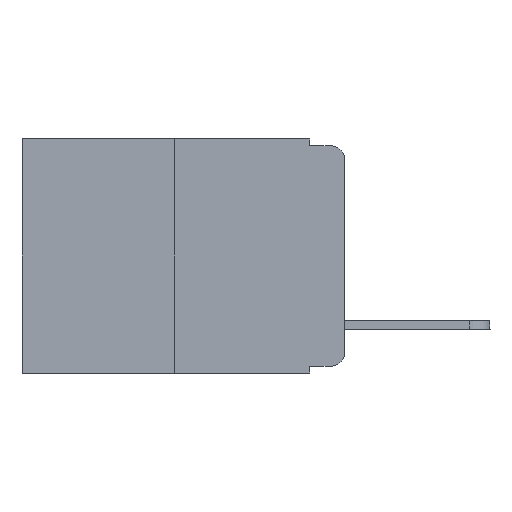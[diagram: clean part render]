
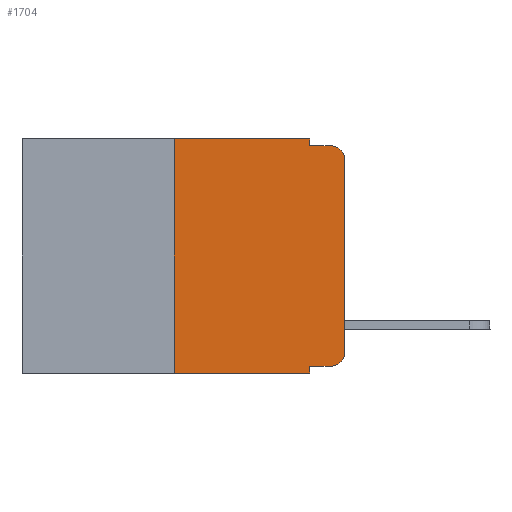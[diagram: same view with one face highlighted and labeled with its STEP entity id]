
A CAD part, left-side view. The second image highlights one B-rep face of the part: STEP entity #1704.
In plain terms, the highlighted planar face has unit normal (-1, 0, 0).
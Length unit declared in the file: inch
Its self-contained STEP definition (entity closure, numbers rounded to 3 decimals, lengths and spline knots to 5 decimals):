
#38 = VERTEX_POINT ( 'NONE', #5207 ) ;
#275 = VECTOR ( 'NONE', #1519, 39.37008 ) ;
#567 = VERTEX_POINT ( 'NONE', #1353 ) ;
#596 = CARTESIAN_POINT ( 'NONE',  ( 0., 0.473, 0. ) ) ;
#1007 = CARTESIAN_POINT ( 'NONE',  ( 0., 0.051, 0. ) ) ;
#1067 = CARTESIAN_POINT ( 'NONE',  ( 0., 0.473, 0. ) ) ;
#1084 = EDGE_CURVE ( 'NONE', #38, #7046, #4878, .T. ) ;
#1092 = CARTESIAN_POINT ( 'NONE',  ( 0., 0.473, -0.343 ) ) ;
#1130 = DIRECTION ( 'NONE',  ( 0., 0., -1. ) ) ;
#1181 = CARTESIAN_POINT ( 'NONE',  ( 0., 0.25, 0. ) ) ;
#1291 = DIRECTION ( 'NONE',  ( -1., 0., 0. ) ) ;
#1294 = EDGE_LOOP ( 'NONE', ( #10606, #3324, #11445, #8565, #9696, #6464, #3371, #1716, #10728, #12782 ) ) ;
#1353 = CARTESIAN_POINT ( 'NONE',  ( 0., 0.25, -0.343 ) ) ;
#1487 = EDGE_CURVE ( 'NONE', #38, #7458, #13273, .T. ) ;
#1519 = DIRECTION ( 'NONE',  ( 0., -1., 0. ) ) ;
#1704 = ADVANCED_FACE ( 'NONE', ( #13053 ), #7817, .F. ) ;
#1716 = ORIENTED_EDGE ( 'NONE', *, *, #1084, .F. ) ;
#1759 = DIRECTION ( 'NONE',  ( 1., 0., 0. ) ) ;
#1859 = VERTEX_POINT ( 'NONE', #3968 ) ;
#2225 = EDGE_CURVE ( 'NONE', #1859, #2475, #10300, .T. ) ;
#2475 = VERTEX_POINT ( 'NONE', #12714 ) ;
#2640 = DIRECTION ( 'NONE',  ( 0., 0., -1. ) ) ;
#3324 = ORIENTED_EDGE ( 'NONE', *, *, #6040, .T. ) ;
#3371 = ORIENTED_EDGE ( 'NONE', *, *, #6003, .T. ) ;
#3372 = AXIS2_PLACEMENT_3D ( 'NONE', #596, #1759, #4715 ) ;
#3452 = CIRCLE ( 'NONE', #9705, 0.02 ) ;
#3599 = VECTOR ( 'NONE', #9124, 39.37008 ) ;
#3616 = DIRECTION ( 'NONE',  ( 0., 0., 1. ) ) ;
#3666 = VECTOR ( 'NONE', #1130, 39.37008 ) ;
#3968 = CARTESIAN_POINT ( 'NONE',  ( 0., 0.051, 0. ) ) ;
#4592 = DIRECTION ( 'NONE',  ( 0., 0., 1. ) ) ;
#4715 = DIRECTION ( 'NONE',  ( 0., 0., -1. ) ) ;
#4741 = DIRECTION ( 'NONE',  ( 0., 0., -1. ) ) ;
#4878 = LINE ( 'NONE', #12154, #5710 ) ;
#5102 = LINE ( 'NONE', #1067, #10513 ) ;
#5162 = DIRECTION ( 'NONE',  ( 0., -1., 0. ) ) ;
#5177 = CARTESIAN_POINT ( 'NONE',  ( 0., 0.051, -0.333 ) ) ;
#5207 = CARTESIAN_POINT ( 'NONE',  ( 0., 0.051, -0.333 ) ) ;
#5323 = AXIS2_PLACEMENT_3D ( 'NONE', #8355, #1291, #12472 ) ;
#5446 = CARTESIAN_POINT ( 'NONE',  ( 0., 0., 0. ) ) ;
#5514 = EDGE_CURVE ( 'NONE', #2475, #12230, #11765, .T. ) ;
#5710 = VECTOR ( 'NONE', #4741, 39.37008 ) ;
#5805 = CARTESIAN_POINT ( 'NONE',  ( 0., 0.25, 0. ) ) ;
#5891 = CARTESIAN_POINT ( 'NONE',  ( 0., 0., -0.313 ) ) ;
#6003 = EDGE_CURVE ( 'NONE', #567, #7046, #12673, .T. ) ;
#6040 = EDGE_CURVE ( 'NONE', #12702, #12230, #10722, .T. ) ;
#6184 = CARTESIAN_POINT ( 'NONE',  ( 0., 0.051, -0.01 ) ) ;
#6464 = ORIENTED_EDGE ( 'NONE', *, *, #7158, .F. ) ;
#6548 = VECTOR ( 'NONE', #3616, 39.37008 ) ;
#7046 = VERTEX_POINT ( 'NONE', #10605 ) ;
#7158 = EDGE_CURVE ( 'NONE', #567, #12964, #10412, .T. ) ;
#7458 = VERTEX_POINT ( 'NONE', #9774 ) ;
#7689 = DIRECTION ( 'NONE',  ( -1., 0., 0. ) ) ;
#7817 = PLANE ( 'NONE',  #3372 ) ;
#8243 = CARTESIAN_POINT ( 'NONE',  ( 0., 0., -0.03 ) ) ;
#8355 = CARTESIAN_POINT ( 'NONE',  ( 0., 0.02, -0.03 ) ) ;
#8565 = ORIENTED_EDGE ( 'NONE', *, *, #2225, .F. ) ;
#9124 = DIRECTION ( 'NONE',  ( 0., -1., 0. ) ) ;
#9696 = ORIENTED_EDGE ( 'NONE', *, *, #12294, .F. ) ;
#9705 = AXIS2_PLACEMENT_3D ( 'NONE', #9865, #7689, #2640 ) ;
#9735 = LINE ( 'NONE', #5446, #10124 ) ;
#9774 = CARTESIAN_POINT ( 'NONE',  ( 0., 0.02, -0.333 ) ) ;
#9865 = CARTESIAN_POINT ( 'NONE',  ( 0., 0.02, -0.313 ) ) ;
#10124 = VECTOR ( 'NONE', #4592, 39.37008 ) ;
#10300 = LINE ( 'NONE', #1007, #3666 ) ;
#10412 = LINE ( 'NONE', #1181, #6548 ) ;
#10513 = VECTOR ( 'NONE', #5162, 39.37008 ) ;
#10605 = CARTESIAN_POINT ( 'NONE',  ( 0., 0.051, -0.343 ) ) ;
#10606 = ORIENTED_EDGE ( 'NONE', *, *, #13276, .T. ) ;
#10722 = CIRCLE ( 'NONE', #5323, 0.02 ) ;
#10728 = ORIENTED_EDGE ( 'NONE', *, *, #1487, .T. ) ;
#11390 = DIRECTION ( 'NONE',  ( 0., -1., 0. ) ) ;
#11445 = ORIENTED_EDGE ( 'NONE', *, *, #5514, .F. ) ;
#11604 = VECTOR ( 'NONE', #11390, 39.37008 ) ;
#11765 = LINE ( 'NONE', #6184, #275 ) ;
#12154 = CARTESIAN_POINT ( 'NONE',  ( 0., 0.051, 0. ) ) ;
#12230 = VERTEX_POINT ( 'NONE', #12379 ) ;
#12294 = EDGE_CURVE ( 'NONE', #12964, #1859, #5102, .T. ) ;
#12379 = CARTESIAN_POINT ( 'NONE',  ( 0., 0.02, -0.01 ) ) ;
#12472 = DIRECTION ( 'NONE',  ( 0., 0., -1. ) ) ;
#12481 = VERTEX_POINT ( 'NONE', #5891 ) ;
#12673 = LINE ( 'NONE', #1092, #11604 ) ;
#12702 = VERTEX_POINT ( 'NONE', #8243 ) ;
#12714 = CARTESIAN_POINT ( 'NONE',  ( 0., 0.051, -0.01 ) ) ;
#12782 = ORIENTED_EDGE ( 'NONE', *, *, #13311, .T. ) ;
#12964 = VERTEX_POINT ( 'NONE', #5805 ) ;
#13053 = FACE_OUTER_BOUND ( 'NONE', #1294, .T. ) ;
#13273 = LINE ( 'NONE', #5177, #3599 ) ;
#13276 = EDGE_CURVE ( 'NONE', #12481, #12702, #9735, .T. ) ;
#13311 = EDGE_CURVE ( 'NONE', #7458, #12481, #3452, .T. ) ;
